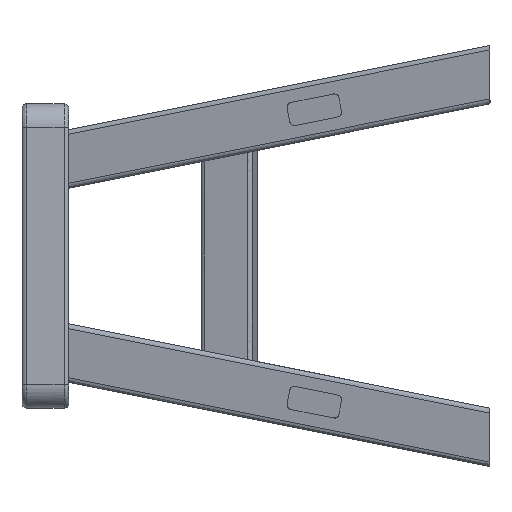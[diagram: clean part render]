
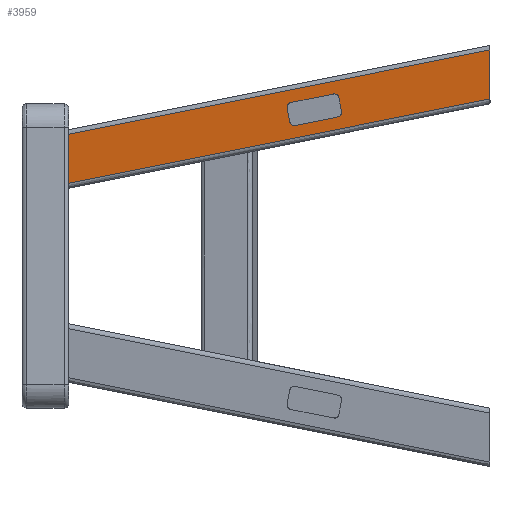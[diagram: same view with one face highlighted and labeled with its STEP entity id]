
A CAD part, left-side view. The second image highlights one B-rep face of the part: STEP entity #3959.
In plain terms, the highlighted free-form (B-spline) face has degree [1, 1] with [2, 2] control points.
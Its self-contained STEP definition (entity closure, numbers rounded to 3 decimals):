
#3810 = VERTEX_POINT('',#3811);
#3811 = CARTESIAN_POINT('',(-155.3,-154.579,
    94.605));
#3816 = EDGE_CURVE('',#3810,#3817,#3819,.T.);
#3817 = VERTEX_POINT('',#3818);
#3818 = CARTESIAN_POINT('',(-155.407,-155.115,
    94.658));
#3819 = ( BOUNDED_CURVE() B_SPLINE_CURVE(3,(#3820,#3821,#3822,#3823),
.UNSPECIFIED.,.F.,.F.) B_SPLINE_CURVE_WITH_KNOTS((4,4),(4.515,
4.712),.PIECEWISE_BEZIER_KNOTS.) CURVE() 
GEOMETRIC_REPRESENTATION_ITEM() RATIONAL_B_SPLINE_CURVE((1.,
0.997,0.997,1.)) REPRESENTATION_ITEM('') );
#3820 = CARTESIAN_POINT('',(-155.3,-154.579,
    94.605));
#3821 = CARTESIAN_POINT('',(-155.335,-154.756,
    94.64));
#3822 = CARTESIAN_POINT('',(-155.371,-154.935,
    94.658));
#3823 = CARTESIAN_POINT('',(-155.407,-155.115,
    94.658));
#3933 = VERTEX_POINT('',#3934);
#3934 = CARTESIAN_POINT('',(-124.384,0.,54.044));
#3941 = EDGE_CURVE('',#3933,#3942,#3944,.T.);
#3942 = VERTEX_POINT('',#3943);
#3943 = CARTESIAN_POINT('',(-124.384,0.,71.13));
#3944 = B_SPLINE_CURVE_WITH_KNOTS('',1,(#3945,#3946),.UNSPECIFIED.,.F.,
  .F.,(2,2),(-14.461,-1.961),.PIECEWISE_BEZIER_KNOTS.);
#3945 = CARTESIAN_POINT('',(-124.384,0.,54.044));
#3946 = CARTESIAN_POINT('',(-124.384,0.,71.13));
#3959 = ADVANCED_FACE('',(#3960,#4025),#4061,.F.);
#3960 = FACE_BOUND('',#3961,.T.);
#3961 = EDGE_LOOP('',(#3962,#3971,#3980,#3987,#3996,#4003,#4012,#4017,
    #4018));
#3962 = ORIENTED_EDGE('',*,*,#3963,.T.);
#3963 = EDGE_CURVE('',#3964,#3966,#3968,.T.);
#3964 = VERTEX_POINT('',#3965);
#3965 = CARTESIAN_POINT('',(-155.944,-157.8,
    92.441));
#3966 = VERTEX_POINT('',#3967);
#3967 = CARTESIAN_POINT('',(-156.253,-159.347,
    84.397));
#3968 = B_SPLINE_CURVE_WITH_KNOTS('',1,(#3969,#3970),.UNSPECIFIED.,.F.,
  .F.,(2,2),(9.283,15.28),.PIECEWISE_BEZIER_KNOTS.);
#3969 = CARTESIAN_POINT('',(-155.944,-157.8,
    92.441));
#3970 = CARTESIAN_POINT('',(-156.253,-159.347,
    84.397));
#3971 = ORIENTED_EDGE('',*,*,#3972,.T.);
#3972 = EDGE_CURVE('',#3966,#3973,#3975,.T.);
#3973 = VERTEX_POINT('',#3974);
#3974 = CARTESIAN_POINT('',(-155.824,-157.198,
    81.2));
#3975 = ( BOUNDED_CURVE() B_SPLINE_CURVE(3,(#3976,#3977,#3978,#3979),
.UNSPECIFIED.,.F.,.F.) B_SPLINE_CURVE_WITH_KNOTS((4,4),(6.093,
7.657),.PIECEWISE_BEZIER_KNOTS.) CURVE() 
GEOMETRIC_REPRESENTATION_ITEM() RATIONAL_B_SPLINE_CURVE((1.,
0.806,0.806,1.)) REPRESENTATION_ITEM('') );
#3976 = CARTESIAN_POINT('',(-156.253,-159.347,
    84.397));
#3977 = CARTESIAN_POINT('',(-156.314,-159.648,
    82.833));
#3978 = CARTESIAN_POINT('',(-156.136,-158.76,
    81.512));
#3979 = CARTESIAN_POINT('',(-155.824,-157.198,
    81.2));
#3980 = ORIENTED_EDGE('',*,*,#3981,.T.);
#3981 = EDGE_CURVE('',#3973,#3982,#3984,.T.);
#3982 = VERTEX_POINT('',#3983);
#3983 = CARTESIAN_POINT('',(-150.846,-132.309,
    76.222));
#3984 = B_SPLINE_CURVE_WITH_KNOTS('',1,(#3985,#3986),.UNSPECIFIED.,.F.,
  .F.,(2,2),(110.746,129.67),.PIECEWISE_BEZIER_KNOTS.);
#3985 = CARTESIAN_POINT('',(-155.824,-157.198,
    81.2));
#3986 = CARTESIAN_POINT('',(-150.846,-132.309,
    76.222));
#3987 = ORIENTED_EDGE('',*,*,#3988,.T.);
#3988 = EDGE_CURVE('',#3982,#3989,#3991,.T.);
#3989 = VERTEX_POINT('',#3990);
#3990 = CARTESIAN_POINT('',(-150.202,-129.088,
    78.386));
#3991 = ( BOUNDED_CURVE() B_SPLINE_CURVE(3,(#3992,#3993,#3994,#3995),
.UNSPECIFIED.,.F.,.F.) B_SPLINE_CURVE_WITH_KNOTS((4,4),(1.373,
2.952),.PIECEWISE_BEZIER_KNOTS.) CURVE() 
GEOMETRIC_REPRESENTATION_ITEM() RATIONAL_B_SPLINE_CURVE((1.,
0.803,0.803,1.)) REPRESENTATION_ITEM('') );
#3992 = CARTESIAN_POINT('',(-150.846,-132.309,
    76.222));
#3993 = CARTESIAN_POINT('',(-150.53,-130.729,
    75.906));
#3994 = CARTESIAN_POINT('',(-150.263,-129.392,
    76.804));
#3995 = CARTESIAN_POINT('',(-150.202,-129.088,
    78.386));
#3996 = ORIENTED_EDGE('',*,*,#3997,.T.);
#3997 = EDGE_CURVE('',#3989,#3998,#4000,.T.);
#3998 = VERTEX_POINT('',#3999);
#3999 = CARTESIAN_POINT('',(-149.892,-127.541,
    86.43));
#4000 = B_SPLINE_CURVE_WITH_KNOTS('',1,(#4001,#4002),.UNSPECIFIED.,.F.,
  .F.,(2,2),(-15.25,-9.253),.PIECEWISE_BEZIER_KNOTS.);
#4001 = CARTESIAN_POINT('',(-150.202,-129.088,
    78.386));
#4002 = CARTESIAN_POINT('',(-149.892,-127.541,
    86.43));
#4003 = ORIENTED_EDGE('',*,*,#4004,.T.);
#4004 = EDGE_CURVE('',#3998,#4005,#4007,.T.);
#4005 = VERTEX_POINT('',#4006);
#4006 = CARTESIAN_POINT('',(-150.322,-129.69,
    89.627));
#4007 = ( BOUNDED_CURVE() B_SPLINE_CURVE(3,(#4008,#4009,#4010,#4011),
.UNSPECIFIED.,.F.,.F.) B_SPLINE_CURVE_WITH_KNOTS((4,4),(2.952,
4.515),.PIECEWISE_BEZIER_KNOTS.) CURVE() 
GEOMETRIC_REPRESENTATION_ITEM() RATIONAL_B_SPLINE_CURVE((1.,
0.806,0.806,1.)) REPRESENTATION_ITEM('') );
#4008 = CARTESIAN_POINT('',(-149.892,-127.541,
    86.43));
#4009 = CARTESIAN_POINT('',(-149.832,-127.241,
    87.993));
#4010 = CARTESIAN_POINT('',(-150.01,-128.129,
    89.315));
#4011 = CARTESIAN_POINT('',(-150.322,-129.69,
    89.627));
#4012 = ORIENTED_EDGE('',*,*,#4013,.T.);
#4013 = EDGE_CURVE('',#4005,#3810,#4014,.T.);
#4014 = B_SPLINE_CURVE_WITH_KNOTS('',1,(#4015,#4016),.UNSPECIFIED.,.F.,
  .F.,(2,2),(-129.7,-110.776),.PIECEWISE_BEZIER_KNOTS.);
#4015 = CARTESIAN_POINT('',(-150.322,-129.69,
    89.627));
#4016 = CARTESIAN_POINT('',(-155.3,-154.579,
    94.605));
#4017 = ORIENTED_EDGE('',*,*,#3816,.T.);
#4018 = ORIENTED_EDGE('',*,*,#4019,.T.);
#4019 = EDGE_CURVE('',#3817,#3964,#4020,.T.);
#4020 = ( BOUNDED_CURVE() B_SPLINE_CURVE(3,(#4021,#4022,#4023,#4024),
.UNSPECIFIED.,.F.,.F.) B_SPLINE_CURVE_WITH_KNOTS((4,4),(4.712,
6.093),.PIECEWISE_BEZIER_KNOTS.) CURVE() 
GEOMETRIC_REPRESENTATION_ITEM() RATIONAL_B_SPLINE_CURVE((1.,
0.847,0.847,1.)) REPRESENTATION_ITEM('') );
#4021 = CARTESIAN_POINT('',(-155.407,-155.115,
    94.658));
#4022 = CARTESIAN_POINT('',(-155.681,-156.485,
    94.658));
#4023 = CARTESIAN_POINT('',(-155.892,-157.541,
    93.786));
#4024 = CARTESIAN_POINT('',(-155.944,-157.8,
    92.441));
#4025 = FACE_BOUND('',#4026,.T.);
#4026 = EDGE_LOOP('',(#4027,#4036,#4043,#4050,#4055,#4056));
#4027 = ORIENTED_EDGE('',*,*,#4028,.F.);
#4028 = EDGE_CURVE('',#4029,#4031,#4033,.T.);
#4029 = VERTEX_POINT('',#4030);
#4030 = CARTESIAN_POINT('',(-118.917,27.337,
    37.067));
#4031 = VERTEX_POINT('',#4032);
#4032 = CARTESIAN_POINT('',(-118.917,27.337,
    48.577));
#4033 = B_SPLINE_CURVE_WITH_KNOTS('',1,(#4034,#4035),.UNSPECIFIED.,.F.,
  .F.,(2,2),(27.118,35.539),.PIECEWISE_BEZIER_KNOTS.);
#4034 = CARTESIAN_POINT('',(-118.917,27.337,
    37.067));
#4035 = CARTESIAN_POINT('',(-118.917,27.337,
    48.577));
#4036 = ORIENTED_EDGE('',*,*,#4037,.T.);
#4037 = EDGE_CURVE('',#4029,#4038,#4040,.T.);
#4038 = VERTEX_POINT('',#4039);
#4039 = CARTESIAN_POINT('',(-173.591,-246.034,
    91.741));
#4040 = B_SPLINE_CURVE_WITH_KNOTS('',1,(#4041,#4042),.UNSPECIFIED.,.F.,
  .F.,(2,2),(-252.067,-44.221),.PIECEWISE_BEZIER_KNOTS.);
#4041 = CARTESIAN_POINT('',(-118.917,27.337,
    37.067));
#4042 = CARTESIAN_POINT('',(-173.591,-246.034,
    91.741));
#4043 = ORIENTED_EDGE('',*,*,#4044,.F.);
#4044 = EDGE_CURVE('',#4045,#4038,#4047,.T.);
#4045 = VERTEX_POINT('',#4046);
#4046 = CARTESIAN_POINT('',(-173.591,-246.034,
    120.337));
#4047 = B_SPLINE_CURVE_WITH_KNOTS('',1,(#4048,#4049),.UNSPECIFIED.,.F.,
  .F.,(2,2),(9.624,30.545),.PIECEWISE_BEZIER_KNOTS.);
#4048 = CARTESIAN_POINT('',(-173.591,-246.034,
    120.337));
#4049 = CARTESIAN_POINT('',(-173.591,-246.034,
    91.741));
#4050 = ORIENTED_EDGE('',*,*,#4051,.T.);
#4051 = EDGE_CURVE('',#4045,#3942,#4052,.T.);
#4052 = B_SPLINE_CURVE_WITH_KNOTS('',1,(#4053,#4054),.UNSPECIFIED.,.F.,
  .F.,(2,2),(40.195,227.256),.PIECEWISE_BEZIER_KNOTS.);
#4053 = CARTESIAN_POINT('',(-173.591,-246.034,
    120.337));
#4054 = CARTESIAN_POINT('',(-124.384,0.,
    71.13));
#4055 = ORIENTED_EDGE('',*,*,#3941,.F.);
#4056 = ORIENTED_EDGE('',*,*,#4057,.T.);
#4057 = EDGE_CURVE('',#3933,#4031,#4058,.T.);
#4058 = B_SPLINE_CURVE_WITH_KNOTS('',1,(#4059,#4060),.UNSPECIFIED.,.F.,
  .F.,(2,2),(229.662,250.446),.PIECEWISE_BEZIER_KNOTS.);
#4059 = CARTESIAN_POINT('',(-124.384,0.,
    54.044));
#4060 = CARTESIAN_POINT('',(-118.917,27.337,
    48.577));
#4061 = B_SPLINE_SURFACE_WITH_KNOTS('',1,1,(
    (#4062,#4063)
    ,(#4064,#4065
    )),.UNSPECIFIED.,.F.,.F.,.F.,(2,2),(2,2),(-243.034,
    -39.073),(9.624,70.545),
  .PIECEWISE_BEZIER_KNOTS.);
#4062 = CARTESIAN_POINT('',(-118.917,27.337,
    120.337));
#4063 = CARTESIAN_POINT('',(-118.917,27.337,
    37.067));
#4064 = CARTESIAN_POINT('',(-173.591,-246.034,
    120.337));
#4065 = CARTESIAN_POINT('',(-173.591,-246.034,
    37.067));
